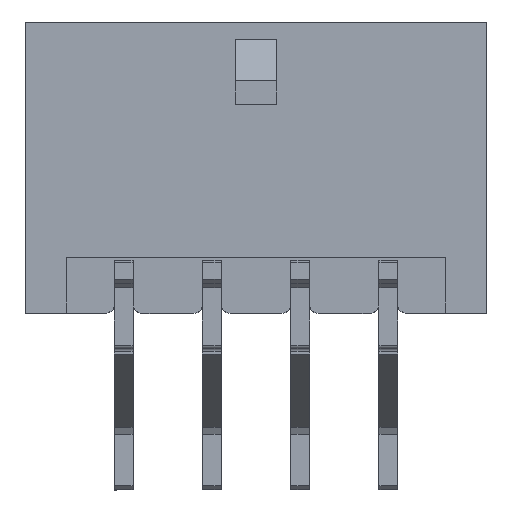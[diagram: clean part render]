
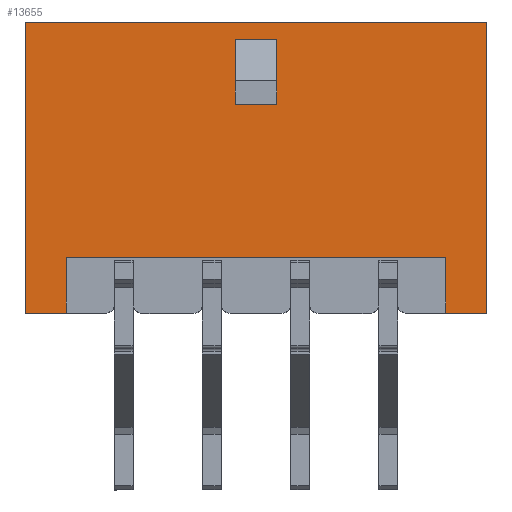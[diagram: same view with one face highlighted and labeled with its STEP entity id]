
A CAD part, top view. The second image highlights one B-rep face of the part: STEP entity #13655.
In plain terms, the highlighted face is planar.
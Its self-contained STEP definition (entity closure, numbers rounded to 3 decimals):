
#1012=ORIENTED_EDGE('',*,*,#3451,.F.);
#1013=ORIENTED_EDGE('',*,*,#3726,.F.);
#1014=ORIENTED_EDGE('',*,*,#3727,.T.);
#1015=ORIENTED_EDGE('',*,*,#3728,.T.);
#1016=ORIENTED_EDGE('',*,*,#3729,.F.);
#1017=ORIENTED_EDGE('',*,*,#3730,.F.);
#1018=ORIENTED_EDGE('',*,*,#3446,.F.);
#1019=ORIENTED_EDGE('',*,*,#3449,.F.);
#1020=ORIENTED_EDGE('',*,*,#3416,.T.);
#1021=ORIENTED_EDGE('',*,*,#3423,.T.);
#1022=ORIENTED_EDGE('',*,*,#3412,.F.);
#1023=ORIENTED_EDGE('',*,*,#3421,.F.);
#3412=EDGE_CURVE('',#4843,#4844,#5794,.T.);
#3416=EDGE_CURVE('',#4847,#4848,#5798,.T.);
#3421=EDGE_CURVE('',#4847,#4843,#5803,.T.);
#3423=EDGE_CURVE('',#4848,#4844,#5805,.T.);
#3446=EDGE_CURVE('',#4867,#4868,#5820,.T.);
#3449=EDGE_CURVE('',#4869,#4867,#5823,.T.);
#3451=EDGE_CURVE('',#4870,#4869,#5825,.T.);
#3726=EDGE_CURVE('',#5058,#4870,#6088,.T.);
#3727=EDGE_CURVE('',#5058,#5059,#6089,.T.);
#3728=EDGE_CURVE('',#5059,#5060,#6090,.T.);
#3729=EDGE_CURVE('',#5061,#5060,#6091,.T.);
#3730=EDGE_CURVE('',#4868,#5061,#6092,.T.);
#4843=VERTEX_POINT('',#18042);
#4844=VERTEX_POINT('',#18043);
#4847=VERTEX_POINT('',#18051);
#4848=VERTEX_POINT('',#18052);
#4867=VERTEX_POINT('',#18106);
#4868=VERTEX_POINT('',#18107);
#4869=VERTEX_POINT('',#18112);
#4870=VERTEX_POINT('',#18116);
#5058=VERTEX_POINT('',#18654);
#5059=VERTEX_POINT('',#18656);
#5060=VERTEX_POINT('',#18658);
#5061=VERTEX_POINT('',#18660);
#5794=LINE('',#18041,#7144);
#5798=LINE('',#18050,#7148);
#5803=LINE('',#18060,#7153);
#5805=LINE('',#18064,#7155);
#5820=LINE('',#18105,#7170);
#5823=LINE('',#18111,#7173);
#5825=LINE('',#18115,#7175);
#6088=LINE('',#18653,#7438);
#6089=LINE('',#18655,#7439);
#6090=LINE('',#18657,#7440);
#6091=LINE('',#18659,#7441);
#6092=LINE('',#18661,#7442);
#7144=VECTOR('',#15163,1000.);
#7148=VECTOR('',#15169,1000.);
#7153=VECTOR('',#15176,1000.);
#7155=VECTOR('',#15182,1000.);
#7170=VECTOR('',#15217,1000.);
#7173=VECTOR('',#15222,1000.);
#7175=VECTOR('',#15226,1000.);
#7438=VECTOR('',#15663,1000.);
#7439=VECTOR('',#15664,1000.);
#7440=VECTOR('',#15665,1000.);
#7441=VECTOR('',#15666,1000.);
#7442=VECTOR('',#15667,1000.);
#8310=EDGE_LOOP('',(#1012,#1013,#1014,#1015,#1016,#1017,#1018,#1019));
#8311=EDGE_LOOP('',(#1020,#1021,#1022,#1023));
#8868=FACE_BOUND('',#8310,.T.);
#8869=FACE_BOUND('',#8311,.T.);
#9418=PLANE('',#14221);
#13655=ADVANCED_FACE('',(#8868,#8869),#9418,.T.);
#14221=AXIS2_PLACEMENT_3D('',#18652,#15661,#15662);
#15163=DIRECTION('',(0.,0.,1.));
#15169=DIRECTION('',(0.,0.,1.));
#15176=DIRECTION('',(0.,-1.,0.));
#15182=DIRECTION('',(0.,-1.,0.));
#15217=DIRECTION('',(0.,0.,-1.));
#15222=DIRECTION('',(0.,1.,0.));
#15226=DIRECTION('',(0.,0.,1.));
#15661=DIRECTION('',(-1.,0.,0.));
#15662=DIRECTION('',(0.,0.,1.));
#15663=DIRECTION('',(0.,1.,0.));
#15664=DIRECTION('',(0.,0.,1.));
#15665=DIRECTION('',(0.,1.,0.));
#15666=DIRECTION('',(0.,0.,1.));
#15667=DIRECTION('',(0.,1.,0.));
#18041=CARTESIAN_POINT('',(-3.43,-0.7,2.15));
#18042=CARTESIAN_POINT('',(-3.43,-0.7,2.15));
#18043=CARTESIAN_POINT('',(-3.43,-0.7,4.35));
#18050=CARTESIAN_POINT('',(-3.43,0.7,2.15));
#18051=CARTESIAN_POINT('',(-3.43,0.7,2.15));
#18052=CARTESIAN_POINT('',(-3.43,0.7,4.35));
#18060=CARTESIAN_POINT('',(-3.43,0.7,2.15));
#18064=CARTESIAN_POINT('',(-3.43,0.7,4.35));
#18105=CARTESIAN_POINT('',(-3.43,6.45,-3.05));
#18106=CARTESIAN_POINT('',(-3.43,6.45,-3.05));
#18107=CARTESIAN_POINT('',(-3.43,6.45,-4.95));
#18111=CARTESIAN_POINT('',(-3.43,-6.45,-3.05));
#18112=CARTESIAN_POINT('',(-3.43,-6.45,-3.05));
#18115=CARTESIAN_POINT('',(-3.43,-6.45,-4.95));
#18116=CARTESIAN_POINT('',(-3.43,-6.45,-4.95));
#18652=CARTESIAN_POINT('',(-3.43,-7.85,-4.95));
#18653=CARTESIAN_POINT('',(-3.43,-7.85,-4.95));
#18654=CARTESIAN_POINT('',(-3.43,-7.85,-4.95));
#18655=CARTESIAN_POINT('',(-3.43,-7.85,-4.95));
#18656=CARTESIAN_POINT('',(-3.43,-7.85,4.95));
#18657=CARTESIAN_POINT('',(-3.43,-7.85,4.95));
#18658=CARTESIAN_POINT('',(-3.43,7.85,4.95));
#18659=CARTESIAN_POINT('',(-3.43,7.85,-4.95));
#18660=CARTESIAN_POINT('',(-3.43,7.85,-4.95));
#18661=CARTESIAN_POINT('',(-3.43,-7.85,-4.95));
